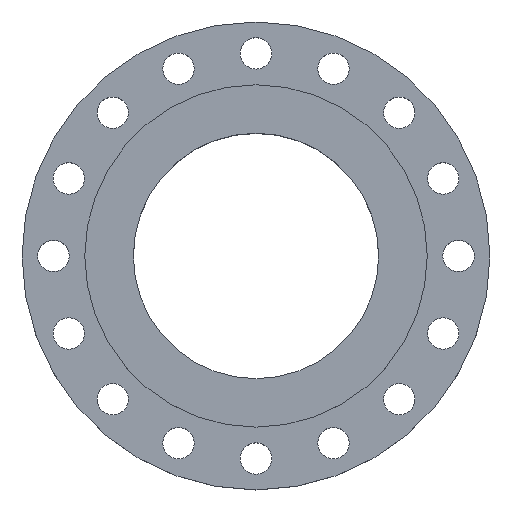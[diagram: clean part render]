
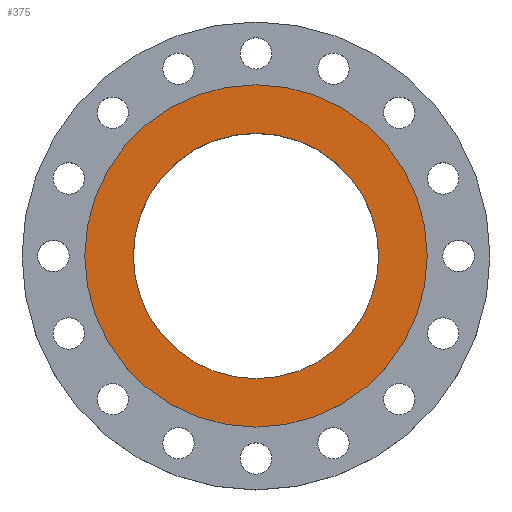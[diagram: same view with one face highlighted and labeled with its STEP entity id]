
A CAD part, top view. The second image highlights one B-rep face of the part: STEP entity #375.
In plain terms, the highlighted planar face has unit normal (0, 0, 1).
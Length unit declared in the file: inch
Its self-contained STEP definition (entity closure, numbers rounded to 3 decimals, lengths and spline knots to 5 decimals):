
#23 = AXIS2_PLACEMENT_3D ( 'NONE', #1288, #1417, #159 ) ;
#141 = EDGE_CURVE ( 'NONE', #1245, #641, #1577, .T. ) ;
#159 = DIRECTION ( 'NONE',  ( 1., 0., 0. ) ) ;
#243 = ORIENTED_EDGE ( 'NONE', *, *, #1078, .F. ) ;
#363 = DIRECTION ( 'NONE',  ( 0., 0., 1. ) ) ;
#375 = ADVANCED_FACE ( 'NONE', ( #1094, #401 ), #977, .F. ) ;
#401 = FACE_OUTER_BOUND ( 'NONE', #703, .T. ) ;
#416 = DIRECTION ( 'NONE',  ( -1., 0., 0. ) ) ;
#421 = ORIENTED_EDGE ( 'NONE', *, *, #141, .F. ) ;
#436 = DIRECTION ( 'NONE',  ( 0., 0., -1. ) ) ;
#516 = CARTESIAN_POINT ( 'NONE',  ( 0., 0., 0. ) ) ;
#583 = AXIS2_PLACEMENT_3D ( 'NONE', #516, #1204, #926 ) ;
#631 = AXIS2_PLACEMENT_3D ( 'NONE', #1244, #436, #416 ) ;
#641 = VERTEX_POINT ( 'NONE', #1492 ) ;
#657 = AXIS2_PLACEMENT_3D ( 'NONE', #1257, #1098, #1381 ) ;
#703 = EDGE_LOOP ( 'NONE', ( #1387, #1241 ) ) ;
#715 = VERTEX_POINT ( 'NONE', #825 ) ;
#765 = EDGE_LOOP ( 'NONE', ( #243, #421 ) ) ;
#825 = CARTESIAN_POINT ( 'NONE',  ( -7.5, 0., 0. ) ) ;
#897 = CIRCLE ( 'NONE', #583, 7.5 ) ;
#926 = DIRECTION ( 'NONE',  ( 1., 0., 0. ) ) ;
#939 = AXIS2_PLACEMENT_3D ( 'NONE', #1315, #363, #1186 ) ;
#977 = PLANE ( 'NONE',  #631 ) ;
#1016 = CARTESIAN_POINT ( 'NONE',  ( 7.5, 0., 0. ) ) ;
#1073 = VERTEX_POINT ( 'NONE', #1016 ) ;
#1078 = EDGE_CURVE ( 'NONE', #641, #1245, #1091, .T. ) ;
#1091 = CIRCLE ( 'NONE', #23, 5.375 ) ;
#1094 = FACE_BOUND ( 'NONE', #765, .T. ) ;
#1098 = DIRECTION ( 'NONE',  ( 0., 0., 1. ) ) ;
#1167 = CIRCLE ( 'NONE', #939, 7.5 ) ;
#1186 = DIRECTION ( 'NONE',  ( 1., 0., 0. ) ) ;
#1204 = DIRECTION ( 'NONE',  ( 0., 0., 1. ) ) ;
#1237 = EDGE_CURVE ( 'NONE', #715, #1073, #897, .T. ) ;
#1241 = ORIENTED_EDGE ( 'NONE', *, *, #1237, .T. ) ;
#1244 = CARTESIAN_POINT ( 'NONE',  ( 0., 5.375, 0. ) ) ;
#1245 = VERTEX_POINT ( 'NONE', #1469 ) ;
#1257 = CARTESIAN_POINT ( 'NONE',  ( 0., 0., 0. ) ) ;
#1288 = CARTESIAN_POINT ( 'NONE',  ( 0., 0., 0. ) ) ;
#1315 = CARTESIAN_POINT ( 'NONE',  ( 0., 0., 0. ) ) ;
#1381 = DIRECTION ( 'NONE',  ( 1., 0., 0. ) ) ;
#1387 = ORIENTED_EDGE ( 'NONE', *, *, #1410, .T. ) ;
#1410 = EDGE_CURVE ( 'NONE', #1073, #715, #1167, .T. ) ;
#1417 = DIRECTION ( 'NONE',  ( 0., 0., 1. ) ) ;
#1469 = CARTESIAN_POINT ( 'NONE',  ( -5.375, 0., 0. ) ) ;
#1492 = CARTESIAN_POINT ( 'NONE',  ( 5.375, 0., 0. ) ) ;
#1577 = CIRCLE ( 'NONE', #657, 5.375 ) ;
